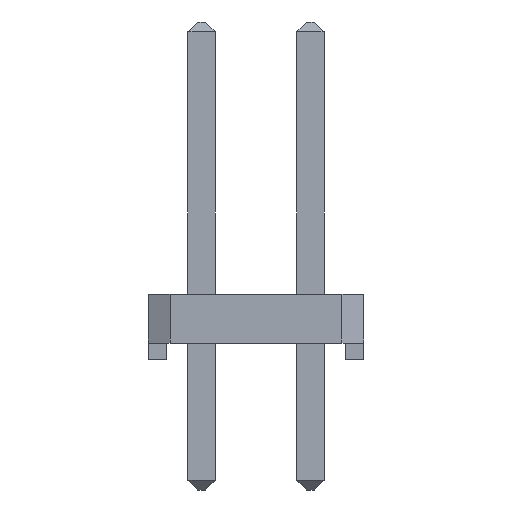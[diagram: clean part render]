
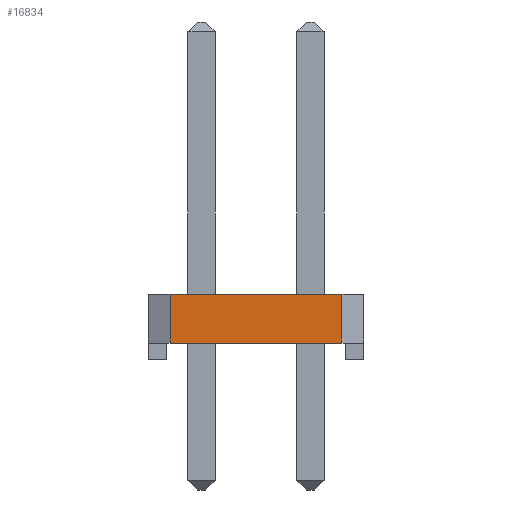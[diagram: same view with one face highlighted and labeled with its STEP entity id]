
A CAD part, left-side view. The second image highlights one B-rep face of the part: STEP entity #16834.
In plain terms, the highlighted planar face has unit normal (-1, 0, 0).
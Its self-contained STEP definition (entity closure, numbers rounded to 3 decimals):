
#354=FACE_OUTER_BOUND($,#1410,.T.);
#1410=EDGE_LOOP($,(#11931,#11932,#11933,#11934));
#2767=LINE($,#24490,#5135);
#2779=LINE($,#24513,#5147);
#2789=LINE($,#24534,#5157);
#2791=LINE($,#24537,#5159);
#5135=VECTOR($,#19904,4.013);
#5147=VECTOR($,#19926,1.143);
#5157=VECTOR($,#19946,1.143);
#5159=VECTOR($,#19950,4.013);
#7295=VERTEX_POINT($,#24487);
#7296=VERTEX_POINT($,#24489);
#7302=VERTEX_POINT($,#24511);
#7308=VERTEX_POINT($,#24533);
#8975=EDGE_CURVE($,#7296,#7295,#2767,.T.);
#8987=EDGE_CURVE($,#7302,#7295,#2779,.T.);
#8997=EDGE_CURVE($,#7308,#7296,#2789,.T.);
#8999=EDGE_CURVE($,#7308,#7302,#2791,.T.);
#11931=ORIENTED_EDGE($,*,*,#8975,.T.);
#11932=ORIENTED_EDGE($,*,*,#8987,.F.);
#11933=ORIENTED_EDGE($,*,*,#8999,.F.);
#11934=ORIENTED_EDGE($,*,*,#8997,.T.);
#15778=PLANE($,#18051);
#16834=ADVANCED_FACE($,(#354),#15778,.T.);
#18051=AXIS2_PLACEMENT_3D($,#24536,#19948,#19949);
#19904=DIRECTION($,(0.,-1.,0.));
#19926=DIRECTION($,(0.,0.,-1.));
#19946=DIRECTION($,(0.,0.,-1.));
#19948=DIRECTION('center_axis',(-1.,0.,0.));
#19949=DIRECTION('ref_axis',(0.,0.,1.));
#19950=DIRECTION($,(0.,-1.,0.));
#24487=CARTESIAN_POINT('',(-20.32,-2.007,0.381));
#24489=CARTESIAN_POINT('',(-20.32,2.007,0.381));
#24490=CARTESIAN_POINT($,(-20.32,2.007,0.381));
#24511=CARTESIAN_POINT('',(-20.32,-2.007,1.524));
#24513=CARTESIAN_POINT($,(-20.32,-2.007,1.524));
#24533=CARTESIAN_POINT('',(-20.32,2.007,1.524));
#24534=CARTESIAN_POINT($,(-20.32,2.007,1.524));
#24536=CARTESIAN_POINT('Origin',(-20.32,2.007,1.524));
#24537=CARTESIAN_POINT($,(-20.32,2.007,1.524));
